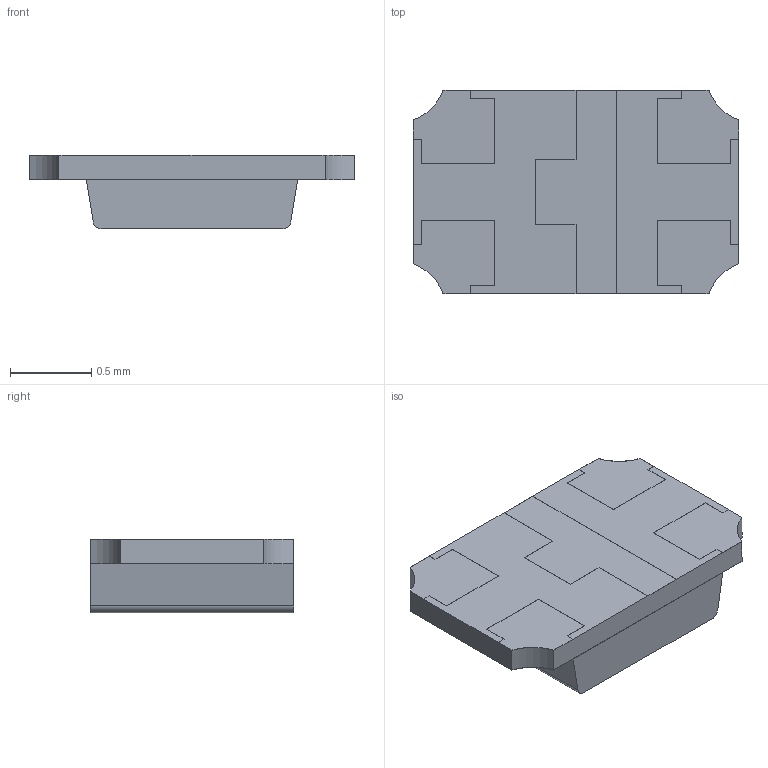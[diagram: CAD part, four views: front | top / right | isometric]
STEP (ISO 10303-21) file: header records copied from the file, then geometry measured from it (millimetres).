
FILE_DESCRIPTION (( 'STEP AP214' ), '1' );
FILE_NAME ('APHBM2012SURKCGKC.STEP', '2022-02-09T10:15:13', ( '' ), ( '' ), 'SwSTEP 2.0', 'SolidWorks 2018', '' );
FILE_SCHEMA (( 'AUTOMOTIVE_DESIGN' ));
Length unit declared in the file: millimetre
Products named in the file (1): APHBM2012SURKCGKC
Bounding box: 2 x 1.25 x 0.45 mm (x, y, z)
Volume: 0.8 mm3; surface area: 13.2 mm2
Topology: 11 solids, 11 shells, 185 faces, 486 edges, 324 vertices
Faces by surface type: plane 155, cylinder 30
Entity records: 7414 total; most frequent: CARTESIAN_POINT 996, ORIENTED_EDGE 972, DIRECTION 918, EDGE_CURVE 486, LINE 426, VECTOR 426, VERTEX_POINT 324, AXIS2_PLACEMENT_3D 246
